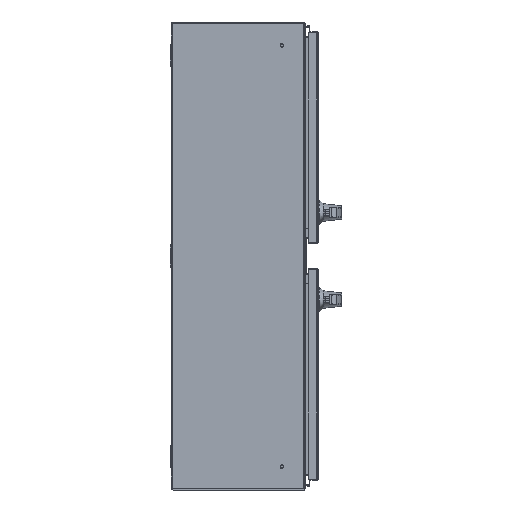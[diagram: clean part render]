
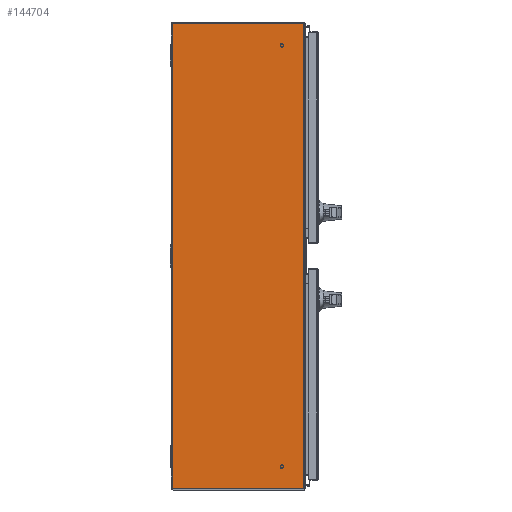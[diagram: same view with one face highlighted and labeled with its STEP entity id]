
A CAD part, front view. The second image highlights one B-rep face of the part: STEP entity #144704.
In plain terms, the highlighted face is planar.
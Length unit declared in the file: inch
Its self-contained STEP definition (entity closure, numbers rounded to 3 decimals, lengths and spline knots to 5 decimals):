
#1653 = VECTOR ( 'NONE', #126691, 39.37008 ) ;
#12184 = LINE ( 'NONE', #27519, #129436 ) ;
#13268 = PLANE ( 'NONE',  #131930 ) ;
#18381 = FACE_OUTER_BOUND ( 'NONE', #153593, .T. ) ;
#26976 = DIRECTION ( 'NONE',  ( 0., -1., 0. ) ) ;
#27519 = CARTESIAN_POINT ( 'NONE',  ( 20.905, -11.905, -21. ) ) ;
#33544 = VECTOR ( 'NONE', #35406, 39.37008 ) ;
#35406 = DIRECTION ( 'NONE',  ( 1., 0., 0. ) ) ;
#38565 = ORIENTED_EDGE ( 'NONE', *, *, #68234, .T. ) ;
#39995 = DIRECTION ( 'NONE',  ( 0., 0., -1. ) ) ;
#58246 = VERTEX_POINT ( 'NONE', #107394 ) ;
#58659 = EDGE_CURVE ( 'NONE', #96478, #59838, #12184, .T. ) ;
#59838 = VERTEX_POINT ( 'NONE', #120447 ) ;
#64322 = EDGE_CURVE ( 'NONE', #58246, #96478, #66790, .T. ) ;
#66790 = LINE ( 'NONE', #135871, #33544 ) ;
#68234 = EDGE_CURVE ( 'NONE', #77962, #58246, #70705, .T. ) ;
#70705 = LINE ( 'NONE', #96643, #101892 ) ;
#77962 = VERTEX_POINT ( 'NONE', #80446 ) ;
#80446 = CARTESIAN_POINT ( 'NONE',  ( -20.905, -11.762, -21. ) ) ;
#88642 = CARTESIAN_POINT ( 'NONE',  ( 20.905, -11.905, -21. ) ) ;
#92279 = CARTESIAN_POINT ( 'NONE',  ( 20.905, 0., -21. ) ) ;
#96478 = VERTEX_POINT ( 'NONE', #92279 ) ;
#96643 = CARTESIAN_POINT ( 'NONE',  ( -20.905, -11.905, -21. ) ) ;
#101470 = LINE ( 'NONE', #149623, #1653 ) ;
#101892 = VECTOR ( 'NONE', #108619, 39.37008 ) ;
#105875 = ORIENTED_EDGE ( 'NONE', *, *, #58659, .T. ) ;
#107394 = CARTESIAN_POINT ( 'NONE',  ( -20.905, 0., -21. ) ) ;
#108619 = DIRECTION ( 'NONE',  ( 0., 1., 0. ) ) ;
#116737 = EDGE_CURVE ( 'NONE', #59838, #77962, #101470, .T. ) ;
#120447 = CARTESIAN_POINT ( 'NONE',  ( 20.905, -11.762, -21. ) ) ;
#126132 = ORIENTED_EDGE ( 'NONE', *, *, #64322, .T. ) ;
#126304 = DIRECTION ( 'NONE',  ( -1., 0., 0. ) ) ;
#126691 = DIRECTION ( 'NONE',  ( -1., 0., 0. ) ) ;
#129436 = VECTOR ( 'NONE', #26976, 39.37008 ) ;
#131930 = AXIS2_PLACEMENT_3D ( 'NONE', #88642, #39995, #126304 ) ;
#135871 = CARTESIAN_POINT ( 'NONE',  ( 20.905, 0., -21. ) ) ;
#144704 = ADVANCED_FACE ( 'NONE', ( #18381 ), #13268, .T. ) ;
#149623 = CARTESIAN_POINT ( 'NONE',  ( 20.905, -11.762, -21. ) ) ;
#153593 = EDGE_LOOP ( 'NONE', ( #38565, #126132, #105875, #159974 ) ) ;
#159974 = ORIENTED_EDGE ( 'NONE', *, *, #116737, .T. ) ;
